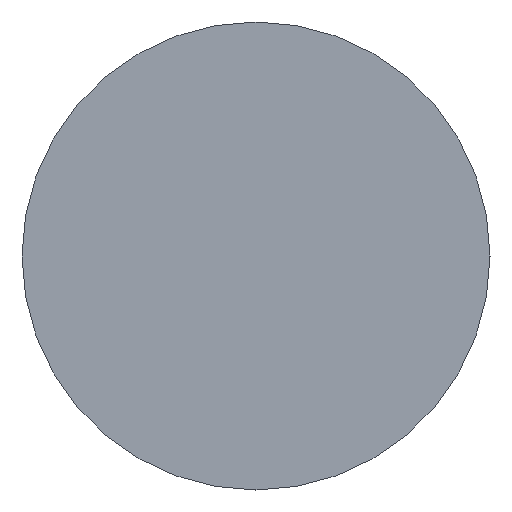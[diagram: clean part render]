
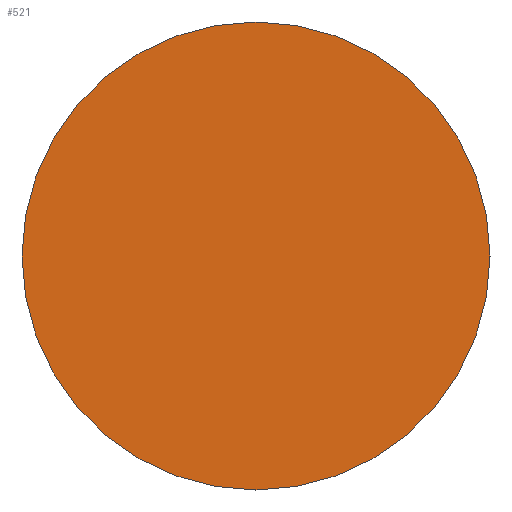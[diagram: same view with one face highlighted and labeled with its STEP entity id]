
A CAD part, left-side view. The second image highlights one B-rep face of the part: STEP entity #521.
In plain terms, the highlighted planar face has unit normal (-1, 0, 0).
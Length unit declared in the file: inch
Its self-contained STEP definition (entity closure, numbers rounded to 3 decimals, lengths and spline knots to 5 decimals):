
#31 = DIRECTION ( 'NONE',  ( 0., 0., -1. ) ) ;
#519 = CIRCLE ( 'NONE', #754, 3. ) ;
#521 = ADVANCED_FACE ( 'NONE', ( #2920 ), #1205, .F. ) ;
#754 = AXIS2_PLACEMENT_3D ( 'NONE', #2518, #3699, #851 ) ;
#757 = DIRECTION ( 'NONE',  ( 0., 0., 1. ) ) ;
#760 = ORIENTED_EDGE ( 'NONE', *, *, #3509, .T. ) ;
#762 = EDGE_LOOP ( 'NONE', ( #1643, #760 ) ) ;
#851 = DIRECTION ( 'NONE',  ( 0., 0., 1. ) ) ;
#1205 = PLANE ( 'NONE',  #1537 ) ;
#1434 = AXIS2_PLACEMENT_3D ( 'NONE', #1912, #3400, #757 ) ;
#1474 = CARTESIAN_POINT ( 'NONE',  ( 0., 0., -3. ) ) ;
#1537 = AXIS2_PLACEMENT_3D ( 'NONE', #2959, #2676, #31 ) ;
#1643 = ORIENTED_EDGE ( 'NONE', *, *, #2986, .T. ) ;
#1912 = CARTESIAN_POINT ( 'NONE',  ( 0., 0., 0. ) ) ;
#2223 = CARTESIAN_POINT ( 'NONE',  ( 0., 0., 3. ) ) ;
#2421 = VERTEX_POINT ( 'NONE', #2223 ) ;
#2518 = CARTESIAN_POINT ( 'NONE',  ( 0., 0., 0. ) ) ;
#2536 = CIRCLE ( 'NONE', #1434, 3. ) ;
#2676 = DIRECTION ( 'NONE',  ( 1., 0., 0. ) ) ;
#2920 = FACE_OUTER_BOUND ( 'NONE', #762, .T. ) ;
#2959 = CARTESIAN_POINT ( 'NONE',  ( 0., 3., 0. ) ) ;
#2986 = EDGE_CURVE ( 'NONE', #2421, #3245, #519, .T. ) ;
#3245 = VERTEX_POINT ( 'NONE', #1474 ) ;
#3400 = DIRECTION ( 'NONE',  ( -1., 0., 0. ) ) ;
#3509 = EDGE_CURVE ( 'NONE', #3245, #2421, #2536, .T. ) ;
#3699 = DIRECTION ( 'NONE',  ( -1., 0., 0. ) ) ;
